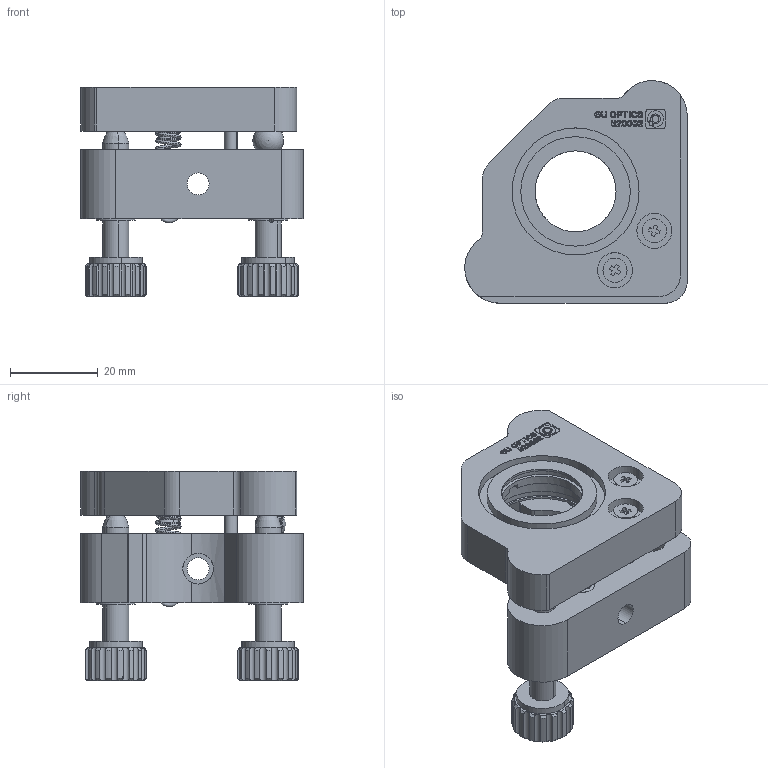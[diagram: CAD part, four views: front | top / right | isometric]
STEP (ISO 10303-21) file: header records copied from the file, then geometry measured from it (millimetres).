
FILE_DESCRIPTION (( 'STEP AP214' ), '1' );
FILE_NAME ('520002.STEP', '2019-02-11T08:09:30', ( 'user' ), ( '微软中国' ), 'SwSTEP 2.0', 'SolidWorks 2016', '' );
FILE_SCHEMA (( 'AUTOMOTIVE_DESIGN' ));
Length unit declared in the file: millimetre
Products named in the file (1): 520002
Bounding box: 50.79 x 50.79 x 47.8 mm (x, y, z)
Surface area: 19353.8 mm2 (no closed solid volume)
Topology: 0 solids, 16 shells, 609 faces, 1589 edges, 1043 vertices
Faces by surface type: plane 207, cylinder 199, bspline 101, cone 72, torus 28, sphere 2
Entity records: 33219 total; most frequent: CARTESIAN_POINT 11905, ORIENTED_EDGE 3136, DIRECTION 2790, EDGE_CURVE 1576, AXIS2_PLACEMENT_3D 1045, VERTEX_POINT 1040, VECTOR 700, LINE 700
